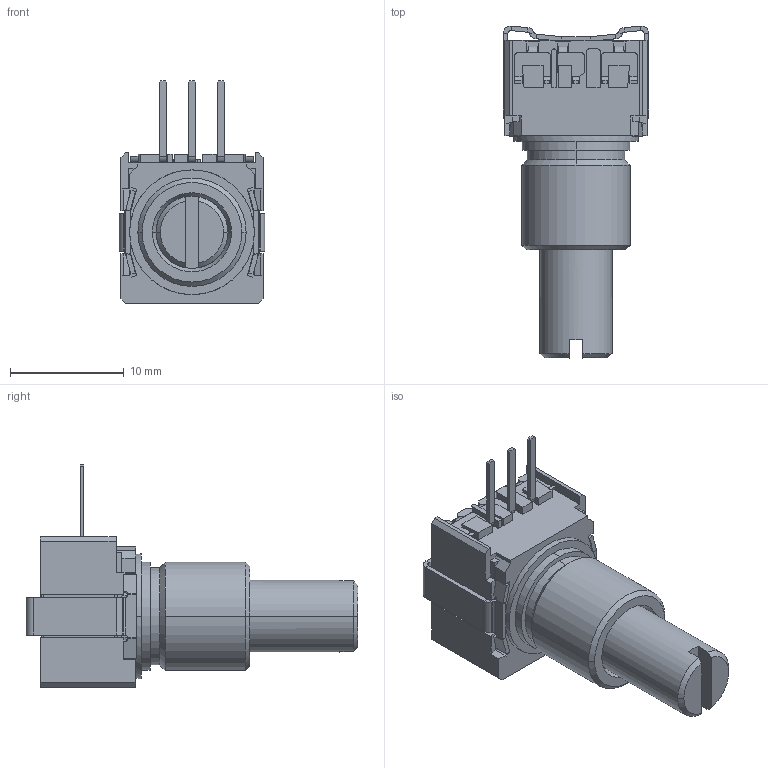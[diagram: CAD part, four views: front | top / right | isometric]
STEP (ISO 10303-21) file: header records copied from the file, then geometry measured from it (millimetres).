
FILE_DESCRIPTION(('STEP AP242'),'1');
FILE_NAME('51abd-b28-b15_b15l.stp','2022-12-08T13:03:47',('TraceParts'),('TraceParts S.A.'),'Spatial InterOp 3D',' ',' ');
FILE_SCHEMA(('AP242_MANAGED_MODEL_BASED_3D_ENGINEERING_MIM_LF {1 0 10303 442 1 1 4}'));
Length unit declared in the file: millimetre
Products named in the file (1): 51abd-b28-b15_b15l_1
Bounding box: 12.81 x 29.21 x 19.58 mm (x, y, z)
Volume: 2293.3 mm3; surface area: 2119.2 mm2
Topology: 2 solids, 5 shells, 487 faces, 1259 edges, 773 vertices
Faces by surface type: plane 360, cylinder 94, bspline 23, cone 10
Entity records: 15226 total; most frequent: CARTESIAN_POINT 3479, ORIENTED_EDGE 2518, DIRECTION 2297, EDGE_CURVE 1259, LINE 979, VECTOR 979, VERTEX_POINT 773, AXIS2_PLACEMENT_3D 659
